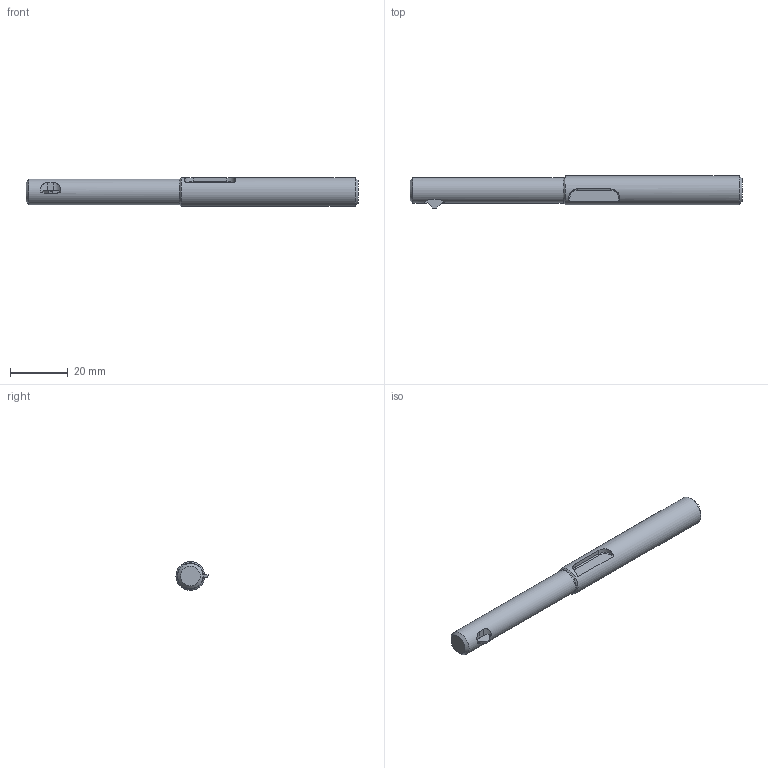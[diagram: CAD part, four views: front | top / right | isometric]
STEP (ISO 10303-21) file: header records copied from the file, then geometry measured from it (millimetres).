
FILE_DESCRIPTION(/* description */ (''),/* implementation_level */ '2;1');
FILE_NAME(/* name */ 'Ass-Uburr Ø9mm_Simplify_1.stp',/* time_stamp */ '2023-03-05T10:12:12+02:00',/* author */ ('adva'),/* organization */ (''),/* preprocessor_version */ 'ST-DEVELOPER v18.1',/* originating_system */ 'Autodesk Inventor 2022',/* authorisation */ '');
FILE_SCHEMA (('CONFIG_CONTROL_DESIGN'));
Length unit declared in the file: millimetre
Products named in the file (1): Ass-Uburr Ø9mm_Simplify_1
Bounding box: 115 x 11.14 x 10 mm (x, y, z)
Volume: 7956.5 mm3; surface area: 3563.9 mm2
Topology: 1 solids, 1 shells, 32 faces, 79 edges, 51 vertices
Faces by surface type: plane 16, cylinder 10, torus 3, cone 3
Full cylindrical faces by diameter (mm): 8.8 x1, 10 x1
Entity records: 1087 total; most frequent: CARTESIAN_POINT 231, DIRECTION 167, ORIENTED_EDGE 158, EDGE_CURVE 79, AXIS2_PLACEMENT_3D 63, VERTEX_POINT 51, LINE 41, VECTOR 41
